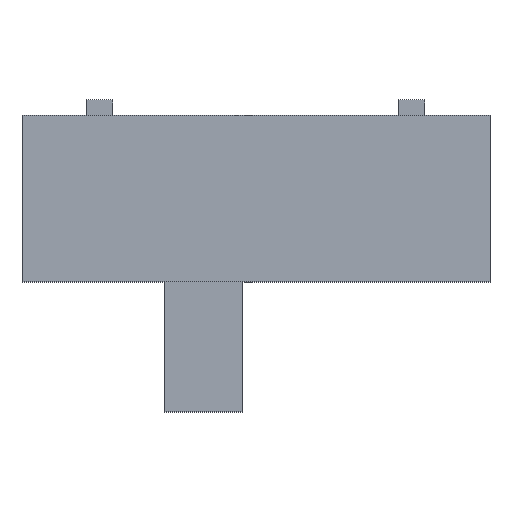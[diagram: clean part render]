
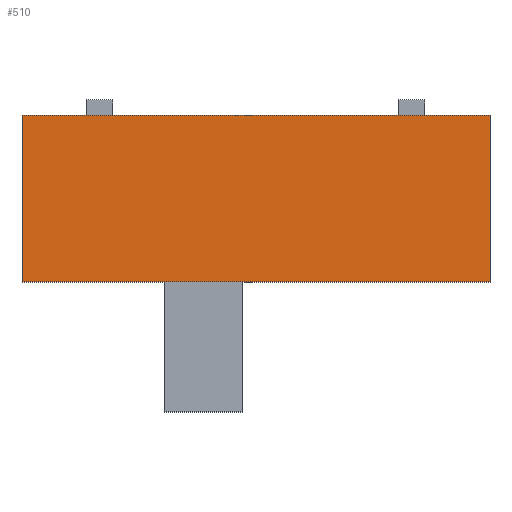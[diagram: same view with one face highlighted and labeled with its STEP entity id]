
A CAD part, top view. The second image highlights one B-rep face of the part: STEP entity #510.
In plain terms, the highlighted planar face has unit normal (0, 0, 1).
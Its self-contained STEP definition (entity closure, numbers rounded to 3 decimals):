
#412 = VERTEX_POINT('',#413);
#413 = CARTESIAN_POINT('',(0.,0.,3.5));
#428 = VERTEX_POINT('',#429);
#429 = CARTESIAN_POINT('',(0.,3.2,3.5));
#435 = EDGE_CURVE('',#412,#428,#436,.T.);
#436 = LINE('',#437,#438);
#437 = CARTESIAN_POINT('',(0.,0.,3.5));
#438 = VECTOR('',#439,1.);
#439 = DIRECTION('',(0.,1.,0.));
#458 = EDGE_CURVE('',#412,#459,#461,.T.);
#459 = VERTEX_POINT('',#460);
#460 = CARTESIAN_POINT('',(9.,0.,3.5));
#461 = LINE('',#462,#463);
#462 = CARTESIAN_POINT('',(0.,0.,3.5));
#463 = VECTOR('',#464,1.);
#464 = DIRECTION('',(1.,0.,0.));
#510 = ADVANCED_FACE('',(#511),#529,.T.);
#511 = FACE_BOUND('',#512,.T.);
#512 = EDGE_LOOP('',(#513,#514,#515,#523));
#513 = ORIENTED_EDGE('',*,*,#435,.F.);
#514 = ORIENTED_EDGE('',*,*,#458,.T.);
#515 = ORIENTED_EDGE('',*,*,#516,.T.);
#516 = EDGE_CURVE('',#459,#517,#519,.T.);
#517 = VERTEX_POINT('',#518);
#518 = CARTESIAN_POINT('',(9.,3.2,3.5));
#519 = LINE('',#520,#521);
#520 = CARTESIAN_POINT('',(9.,0.,3.5));
#521 = VECTOR('',#522,1.);
#522 = DIRECTION('',(0.,1.,0.));
#523 = ORIENTED_EDGE('',*,*,#524,.F.);
#524 = EDGE_CURVE('',#428,#517,#525,.T.);
#525 = LINE('',#526,#527);
#526 = CARTESIAN_POINT('',(0.,3.2,3.5));
#527 = VECTOR('',#528,1.);
#528 = DIRECTION('',(1.,0.,0.));
#529 = PLANE('',#530);
#530 = AXIS2_PLACEMENT_3D('',#531,#532,#533);
#531 = CARTESIAN_POINT('',(0.,0.,3.5));
#532 = DIRECTION('',(0.,0.,1.));
#533 = DIRECTION('',(1.,0.,0.));
